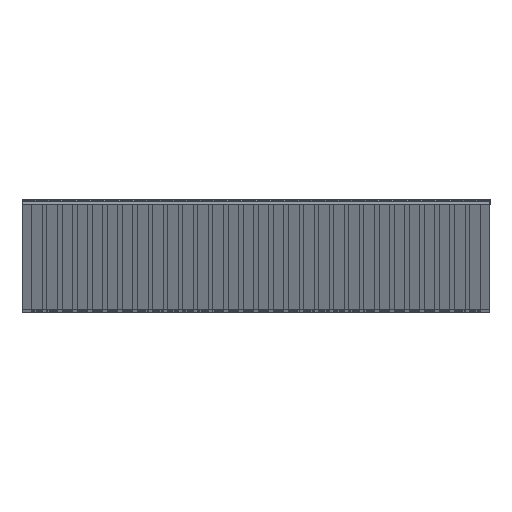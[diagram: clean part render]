
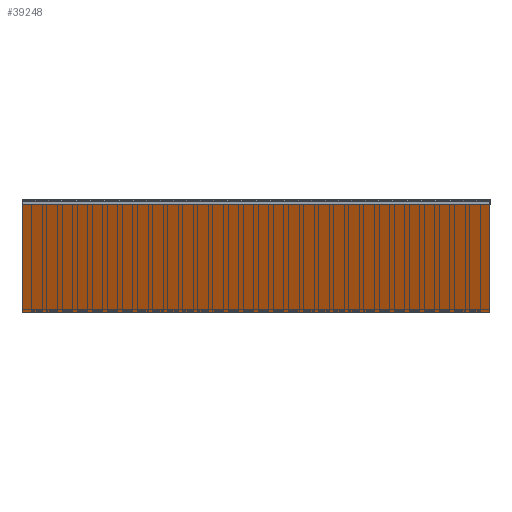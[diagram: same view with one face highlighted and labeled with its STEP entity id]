
A CAD part, left-side view. The second image highlights one B-rep face of the part: STEP entity #39248.
In plain terms, the highlighted planar face has unit normal (-0.911, 0, -0.412).
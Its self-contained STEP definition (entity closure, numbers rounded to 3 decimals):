
#2391=ORIENTED_EDGE('',*,*,#10627,.T.);
#2392=ORIENTED_EDGE('',*,*,#10615,.F.);
#2393=ORIENTED_EDGE('',*,*,#10628,.F.);
#2394=ORIENTED_EDGE('',*,*,#10624,.T.);
#10615=EDGE_CURVE('',#14672,#14671,#17549,.T.);
#10624=EDGE_CURVE('',#14679,#14678,#17557,.T.);
#10627=EDGE_CURVE('',#14678,#14671,#17559,.T.);
#10628=EDGE_CURVE('',#14679,#14672,#17560,.T.);
#14671=VERTEX_POINT('',#49845);
#14672=VERTEX_POINT('',#49847);
#14678=VERTEX_POINT('',#49870);
#14679=VERTEX_POINT('',#49872);
#17549=LINE('',#49848,#21717);
#17557=LINE('',#49871,#21725);
#17559=LINE('',#49880,#21727);
#17560=LINE('',#49881,#21728);
#21717=VECTOR('',#42600,1000.);
#21725=VECTOR('',#42618,1000.);
#21727=VECTOR('',#42622,1000.);
#21728=VECTOR('',#42623,1000.);
#25445=EDGE_LOOP('',(#2391,#2392,#2393,#2394));
#26825=FACE_BOUND('',#25445,.T.);
#28205=PLANE('',#40635);
#39248=ADVANCED_FACE('',(#26825),#28205,.F.);
#40635=AXIS2_PLACEMENT_3D('',#49879,#42620,#42621);
#42600=DIRECTION('',(0.,-1.,0.));
#42618=DIRECTION('',(0.,-1.,0.));
#42620=DIRECTION('',(0.911,0.,0.412));
#42621=DIRECTION('',(0.412,0.,-0.911));
#42622=DIRECTION('',(-0.412,0.,0.911));
#42623=DIRECTION('',(-0.412,0.,0.911));
#49845=CARTESIAN_POINT('',(35.04,0.,-0.167));
#49847=CARTESIAN_POINT('',(35.04,31.,-0.167));
#49848=CARTESIAN_POINT('',(35.04,31.,-0.167));
#49870=CARTESIAN_POINT('',(38.337,0.,-7.457));
#49871=CARTESIAN_POINT('',(38.337,31.,-7.457));
#49872=CARTESIAN_POINT('',(38.337,31.,-7.457));
#49879=CARTESIAN_POINT('',(35.04,31.,-0.167));
#49880=CARTESIAN_POINT('',(35.04,0.,-0.167));
#49881=CARTESIAN_POINT('',(35.04,31.,-0.167));
